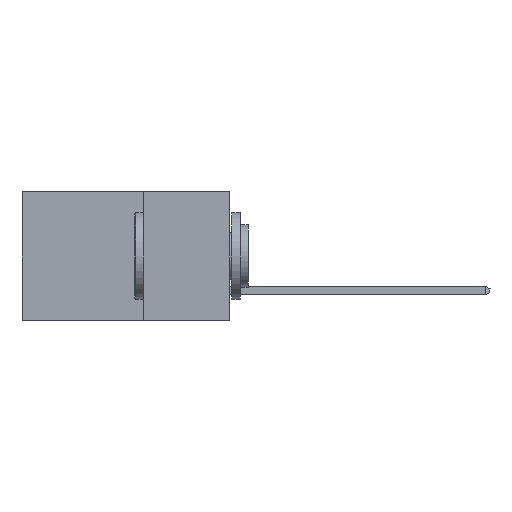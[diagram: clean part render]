
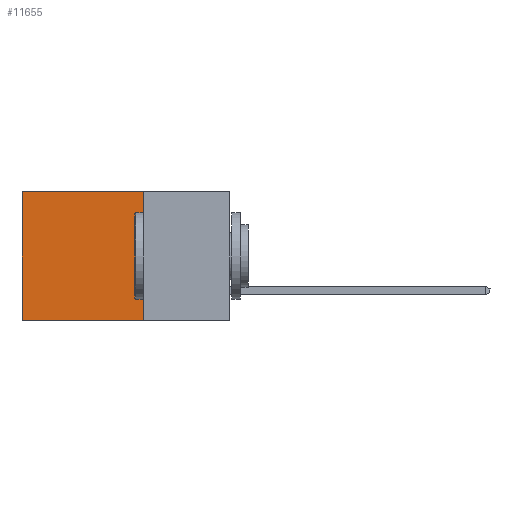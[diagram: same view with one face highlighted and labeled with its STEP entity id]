
A CAD part, left-side view. The second image highlights one B-rep face of the part: STEP entity #11655.
In plain terms, the highlighted planar face has unit normal (-1, 0, 0).
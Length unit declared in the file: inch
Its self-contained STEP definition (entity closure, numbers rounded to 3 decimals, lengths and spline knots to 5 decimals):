
#675 = VECTOR ( 'NONE', #11935, 39.37008 ) ;
#1414 = VECTOR ( 'NONE', #7075, 39.37008 ) ;
#1825 = AXIS2_PLACEMENT_3D ( 'NONE', #2047, #6162, #9218 ) ;
#2047 = CARTESIAN_POINT ( 'NONE',  ( 0.2615, 0.25, -0.37 ) ) ;
#2549 = ORIENTED_EDGE ( 'NONE', *, *, #3651, .F. ) ;
#3053 = ORIENTED_EDGE ( 'NONE', *, *, #9497, .T. ) ;
#3363 = VERTEX_POINT ( 'NONE', #7328 ) ;
#3651 = EDGE_CURVE ( 'NONE', #3363, #9558, #6978, .T. ) ;
#3869 = CARTESIAN_POINT ( 'NONE',  ( 0.2615, 0.25, 0. ) ) ;
#3881 = ORIENTED_EDGE ( 'NONE', *, *, #9335, .F. ) ;
#3908 = LINE ( 'NONE', #8019, #1414 ) ;
#4109 = ORIENTED_EDGE ( 'NONE', *, *, #4147, .T. ) ;
#4147 = EDGE_CURVE ( 'NONE', #3363, #10903, #13333, .T. ) ;
#6162 = DIRECTION ( 'NONE',  ( 1., 0., 0. ) ) ;
#6978 = LINE ( 'NONE', #11873, #675 ) ;
#7042 = DIRECTION ( 'NONE',  ( 0., 1., 0. ) ) ;
#7075 = DIRECTION ( 'NONE',  ( 0., 1., 0. ) ) ;
#7328 = CARTESIAN_POINT ( 'NONE',  ( 0.2615, 0.25, 0. ) ) ;
#8019 = CARTESIAN_POINT ( 'NONE',  ( 0.2615, 0.25, -0.37 ) ) ;
#8218 = DIRECTION ( 'NONE',  ( 0., 0., -1. ) ) ;
#8322 = FACE_OUTER_BOUND ( 'NONE', #12570, .T. ) ;
#8355 = CARTESIAN_POINT ( 'NONE',  ( 0.2615, 0.6, -0.37 ) ) ;
#8616 = CARTESIAN_POINT ( 'NONE',  ( 0.2615, 0.6, 0. ) ) ;
#9133 = VERTEX_POINT ( 'NONE', #9788 ) ;
#9218 = DIRECTION ( 'NONE',  ( 0., 0., -1. ) ) ;
#9303 = LINE ( 'NONE', #8355, #12212 ) ;
#9335 = EDGE_CURVE ( 'NONE', #9558, #9133, #3908, .T. ) ;
#9497 = EDGE_CURVE ( 'NONE', #10903, #9133, #9303, .T. ) ;
#9558 = VERTEX_POINT ( 'NONE', #11816 ) ;
#9788 = CARTESIAN_POINT ( 'NONE',  ( 0.2615, 0.6, -0.37 ) ) ;
#10903 = VERTEX_POINT ( 'NONE', #8616 ) ;
#11304 = PLANE ( 'NONE',  #1825 ) ;
#11655 = ADVANCED_FACE ( 'NONE', ( #8322 ), #11304, .F. ) ;
#11816 = CARTESIAN_POINT ( 'NONE',  ( 0.2615, 0.25, -0.37 ) ) ;
#11873 = CARTESIAN_POINT ( 'NONE',  ( 0.2615, 0.25, -0.37 ) ) ;
#11935 = DIRECTION ( 'NONE',  ( 0., 0., -1. ) ) ;
#12212 = VECTOR ( 'NONE', #8218, 39.37008 ) ;
#12356 = VECTOR ( 'NONE', #7042, 39.37008 ) ;
#12570 = EDGE_LOOP ( 'NONE', ( #3053, #3881, #2549, #4109 ) ) ;
#13333 = LINE ( 'NONE', #3869, #12356 ) ;
